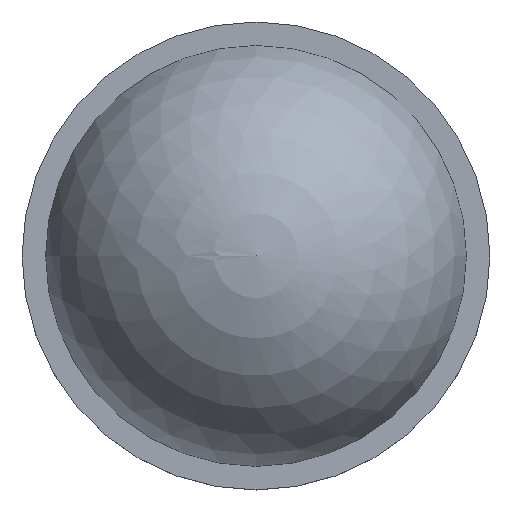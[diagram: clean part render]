
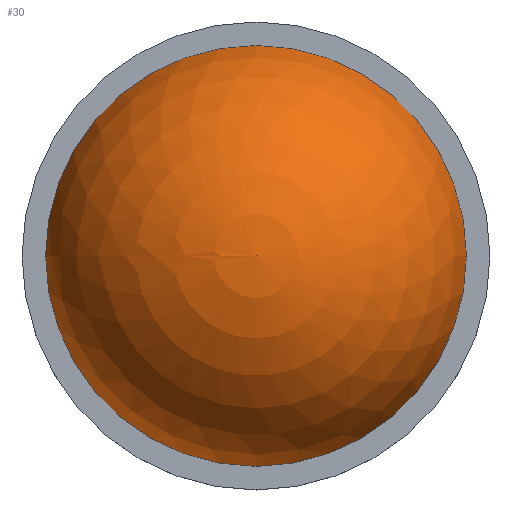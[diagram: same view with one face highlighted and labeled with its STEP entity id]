
A CAD part, top view. The second image highlights one B-rep face of the part: STEP entity #30.
In plain terms, the highlighted spherical face has radius 20 mm.
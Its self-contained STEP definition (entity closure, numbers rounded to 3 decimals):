
#30 = ADVANCED_FACE( '', ( #57, #58 ), #59, .T. );
#57 = FACE_BOUND( '', #79, .T. );
#58 = FACE_OUTER_BOUND( '', #80, .T. );
#59 = SPHERICAL_SURFACE( '', #81, 20. );
#79 = VERTEX_LOOP( '', #97 );
#80 = EDGE_LOOP( '', ( #98 ) );
#81 = AXIS2_PLACEMENT_3D( '', #99, #100, #101 );
#97 = VERTEX_POINT( '', #117 );
#98 = ORIENTED_EDGE( '', *, *, #114, .F. );
#99 = CARTESIAN_POINT( '', ( 0., 0., 0. ) );
#100 = DIRECTION( '', ( 0., 0., -1. ) );
#101 = DIRECTION( '', ( -1., 0., 0. ) );
#114 = EDGE_CURVE( '', #122, #122, #123, .T. );
#117 = CARTESIAN_POINT( '', ( 0., 0., 20. ) );
#122 = VERTEX_POINT( '', #132 );
#123 = CIRCLE( '', #133, 19.673 );
#132 = CARTESIAN_POINT( '', ( -19.673, 0., 3.6 ) );
#133 = AXIS2_PLACEMENT_3D( '', #141, #142, #143 );
#141 = CARTESIAN_POINT( '', ( 0., 0., 3.6 ) );
#142 = DIRECTION( '', ( 0., 0., -1. ) );
#143 = DIRECTION( '', ( -1., 0., 0. ) );
